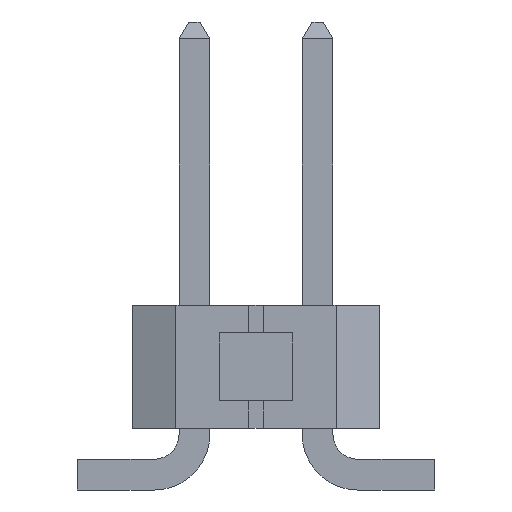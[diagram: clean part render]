
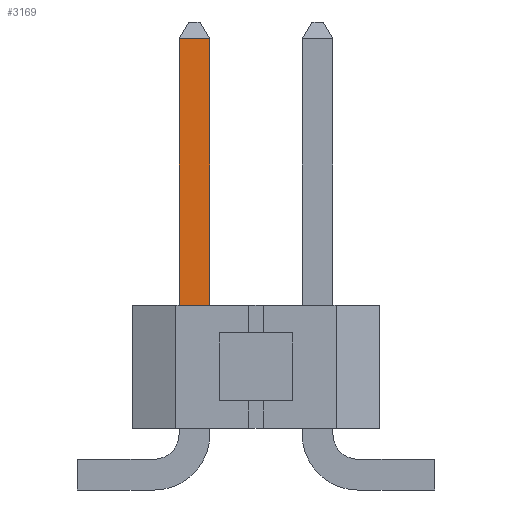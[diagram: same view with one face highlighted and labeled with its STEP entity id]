
A CAD part, left-side view. The second image highlights one B-rep face of the part: STEP entity #3169.
In plain terms, the highlighted planar face has unit normal (-1, 0, 0).
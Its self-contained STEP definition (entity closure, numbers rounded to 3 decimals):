
#353 = VERTEX_POINT ( 'NONE', #26912 ) ;
#942 = VECTOR ( 'NONE', #10548, 1000. ) ;
#2003 = EDGE_CURVE ( 'NONE', #15312, #24750, #8516, .T. ) ;
#2088 = DIRECTION ( 'NONE',  ( 0., 1., 0. ) ) ;
#2777 = EDGE_CURVE ( 'NONE', #20681, #15312, #14634, .T. ) ;
#2984 = ORIENTED_EDGE ( 'NONE', *, *, #2777, .F. ) ;
#3169 = ADVANCED_FACE ( 'NONE', ( #17683 ), #4648, .F. ) ;
#4648 = PLANE ( 'NONE',  #6690 ) ;
#4724 = EDGE_CURVE ( 'NONE', #353, #20681, #18660, .T. ) ;
#5716 = VECTOR ( 'NONE', #8684, 1000. ) ;
#6690 = AXIS2_PLACEMENT_3D ( 'NONE', #15456, #15730, #13514 ) ;
#8516 = LINE ( 'NONE', #19528, #942 ) ;
#8684 = DIRECTION ( 'NONE',  ( 0., 1., 0. ) ) ;
#8826 = CARTESIAN_POINT ( 'NONE',  ( -10.478, 0., 3.81 ) ) ;
#9118 = CARTESIAN_POINT ( 'NONE',  ( -10.478, 0.953, 1.145 ) ) ;
#10548 = DIRECTION ( 'NONE',  ( 0., 0., 1. ) ) ;
#11727 = VECTOR ( 'NONE', #26750, 1000. ) ;
#13514 = DIRECTION ( 'NONE',  ( 0., 0., -1. ) ) ;
#14634 = LINE ( 'NONE', #8826, #24639 ) ;
#15312 = VERTEX_POINT ( 'NONE', #24026 ) ;
#15456 = CARTESIAN_POINT ( 'NONE',  ( -10.478, 2.098, 1.145 ) ) ;
#15730 = DIRECTION ( 'NONE',  ( 1., 0., 0. ) ) ;
#17248 = CARTESIAN_POINT ( 'NONE',  ( -10.478, 2.098, 9.304 ) ) ;
#17683 = FACE_OUTER_BOUND ( 'NONE', #23021, .T. ) ;
#18660 = LINE ( 'NONE', #9118, #11727 ) ;
#19161 = ORIENTED_EDGE ( 'NONE', *, *, #24595, .T. ) ;
#19528 = CARTESIAN_POINT ( 'NONE',  ( -10.478, 1.588, 9.65 ) ) ;
#20233 = CARTESIAN_POINT ( 'NONE',  ( -10.478, 1.588, 9.304 ) ) ;
#20681 = VERTEX_POINT ( 'NONE', #22036 ) ;
#21153 = ORIENTED_EDGE ( 'NONE', *, *, #2003, .F. ) ;
#21224 = ORIENTED_EDGE ( 'NONE', *, *, #4724, .F. ) ;
#22036 = CARTESIAN_POINT ( 'NONE',  ( -10.478, 0.953, 3.81 ) ) ;
#23021 = EDGE_LOOP ( 'NONE', ( #21224, #19161, #21153, #2984 ) ) ;
#23992 = LINE ( 'NONE', #17248, #5716 ) ;
#24026 = CARTESIAN_POINT ( 'NONE',  ( -10.478, 1.588, 3.81 ) ) ;
#24595 = EDGE_CURVE ( 'NONE', #353, #24750, #23992, .T. ) ;
#24639 = VECTOR ( 'NONE', #2088, 1000. ) ;
#24750 = VERTEX_POINT ( 'NONE', #20233 ) ;
#26750 = DIRECTION ( 'NONE',  ( 0., 0., -1. ) ) ;
#26912 = CARTESIAN_POINT ( 'NONE',  ( -10.478, 0.953, 9.304 ) ) ;
